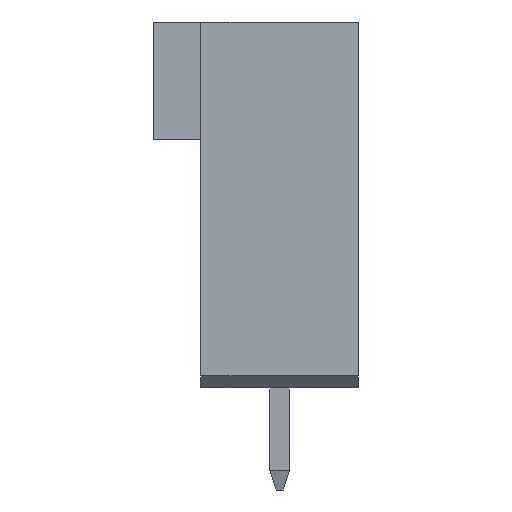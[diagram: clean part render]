
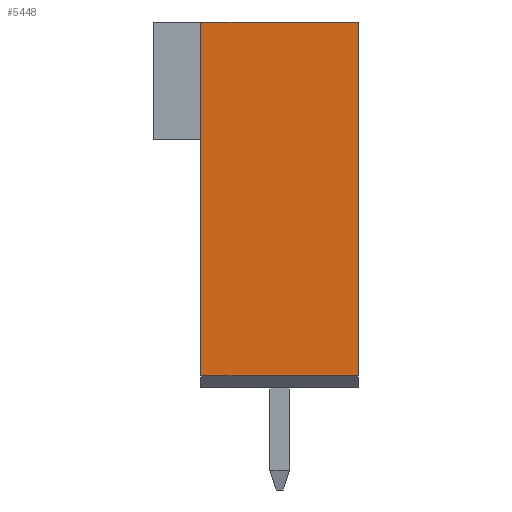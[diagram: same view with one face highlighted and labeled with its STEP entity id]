
A CAD part, left-side view. The second image highlights one B-rep face of the part: STEP entity #5448.
In plain terms, the highlighted planar face has unit normal (-1, 0, 0).
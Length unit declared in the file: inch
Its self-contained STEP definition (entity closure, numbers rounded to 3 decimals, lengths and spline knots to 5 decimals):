
#1=DIRECTION('',(0.,-1.,0.));
#2=VECTOR('',#1,0.2);
#3=CARTESIAN_POINT('',(-1.15,0.1,0.15));
#4=LINE('',#3,#2);
#5=DIRECTION('',(0.,0.,-1.));
#6=VECTOR('',#5,0.45);
#7=CARTESIAN_POINT('',(-1.15,-0.1,0.15));
#8=LINE('',#7,#6);
#9=DIRECTION('',(0.,1.,0.));
#10=VECTOR('',#9,0.2);
#11=CARTESIAN_POINT('',(-1.15,-0.1,-0.3));
#12=LINE('',#11,#10);
#45=DIRECTION('',(0.,0.,-1.));
#46=VECTOR('',#45,0.45);
#47=CARTESIAN_POINT('',(-1.15,0.1,0.15));
#48=LINE('',#47,#46);
#4169=CARTESIAN_POINT('',(-1.15,-0.1,0.15));
#4170=CARTESIAN_POINT('',(-1.15,-0.1,-0.3));
#4171=VERTEX_POINT('',#4169);
#4172=VERTEX_POINT('',#4170);
#4173=CARTESIAN_POINT('',(-1.15,0.1,-0.3));
#4174=VERTEX_POINT('',#4173);
#4339=CARTESIAN_POINT('',(-1.15,0.1,0.15));
#4340=VERTEX_POINT('',#4339);
#5433=CARTESIAN_POINT('',(-1.15,0.,0.));
#5434=DIRECTION('',(1.,0.,0.));
#5435=DIRECTION('',(0.,0.,-1.));
#5436=AXIS2_PLACEMENT_3D('',#5433,#5434,#5435);
#5437=PLANE('',#5436);
#5439=ORIENTED_EDGE('',*,*,#5438,.F.);
#5441=ORIENTED_EDGE('',*,*,#5440,.T.);
#5443=ORIENTED_EDGE('',*,*,#5442,.T.);
#5445=ORIENTED_EDGE('',*,*,#5444,.T.);
#5446=EDGE_LOOP('',(#5439,#5441,#5443,#5445));
#5447=FACE_OUTER_BOUND('',#5446,.F.);
#5448=ADVANCED_FACE('',(#5447),#5437,.F.);
#5438=EDGE_CURVE('',#4340,#4174,#48,.T.);
#5440=EDGE_CURVE('',#4340,#4171,#4,.T.);
#5442=EDGE_CURVE('',#4171,#4172,#8,.T.);
#5444=EDGE_CURVE('',#4172,#4174,#12,.T.);
